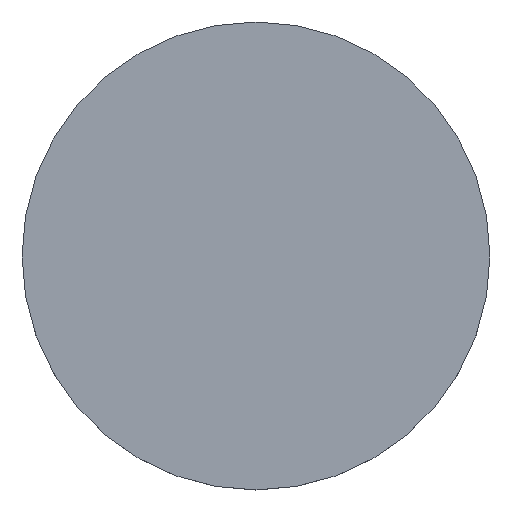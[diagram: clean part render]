
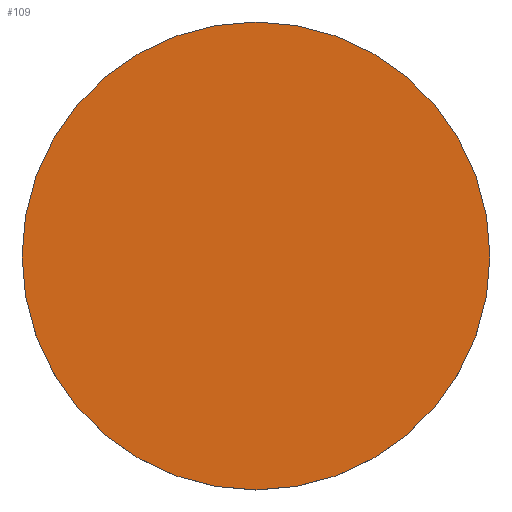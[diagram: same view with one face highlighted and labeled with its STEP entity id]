
A CAD part, top view. The second image highlights one B-rep face of the part: STEP entity #109.
In plain terms, the highlighted planar face has unit normal (0, 0, 1).
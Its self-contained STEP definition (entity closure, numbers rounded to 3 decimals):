
#5 = DIRECTION ( 'NONE',  ( 0., 0., 1. ) ) ;
#31 = CIRCLE ( 'NONE', #65, 37.5 ) ;
#32 = DIRECTION ( 'NONE',  ( 0., 0., 1. ) ) ;
#46 = DIRECTION ( 'NONE',  ( 0., 0., 1. ) ) ;
#52 = ORIENTED_EDGE ( 'NONE', *, *, #92, .T. ) ;
#56 = VERTEX_POINT ( 'NONE', #60 ) ;
#60 = CARTESIAN_POINT ( 'NONE',  ( -37.5, 0., 2.5 ) ) ;
#65 = AXIS2_PLACEMENT_3D ( 'NONE', #129, #5, #85 ) ;
#76 = CARTESIAN_POINT ( 'NONE',  ( 37.5, 0., 2.5 ) ) ;
#85 = DIRECTION ( 'NONE',  ( 1., 0., 0. ) ) ;
#89 = DIRECTION ( 'NONE',  ( 1., 0., 0. ) ) ;
#90 = CIRCLE ( 'NONE', #131, 37.5 ) ;
#92 = EDGE_CURVE ( 'NONE', #56, #135, #31, .T. ) ;
#99 = ORIENTED_EDGE ( 'NONE', *, *, #140, .T. ) ;
#102 = CARTESIAN_POINT ( 'NONE',  ( 0., 0., 2.5 ) ) ;
#109 = ADVANCED_FACE ( 'NONE', ( #120 ), #158, .T. ) ;
#112 = AXIS2_PLACEMENT_3D ( 'NONE', #102, #32, #128 ) ;
#120 = FACE_OUTER_BOUND ( 'NONE', #166, .T. ) ;
#128 = DIRECTION ( 'NONE',  ( 1., 0., 0. ) ) ;
#129 = CARTESIAN_POINT ( 'NONE',  ( 0., 0., 2.5 ) ) ;
#130 = CARTESIAN_POINT ( 'NONE',  ( 0., 0., 2.5 ) ) ;
#131 = AXIS2_PLACEMENT_3D ( 'NONE', #130, #46, #89 ) ;
#135 = VERTEX_POINT ( 'NONE', #76 ) ;
#140 = EDGE_CURVE ( 'NONE', #135, #56, #90, .T. ) ;
#158 = PLANE ( 'NONE',  #112 ) ;
#166 = EDGE_LOOP ( 'NONE', ( #52, #99 ) ) ;
